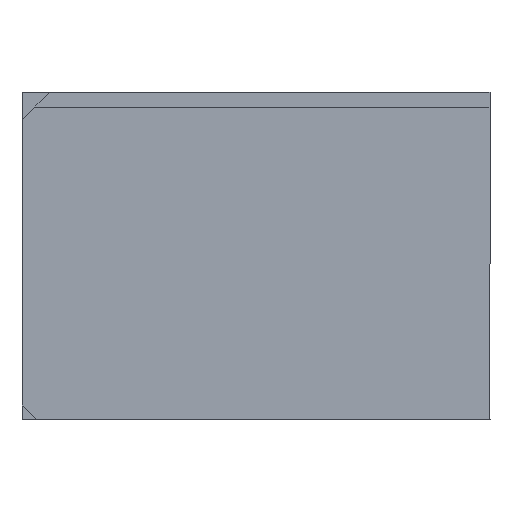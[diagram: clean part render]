
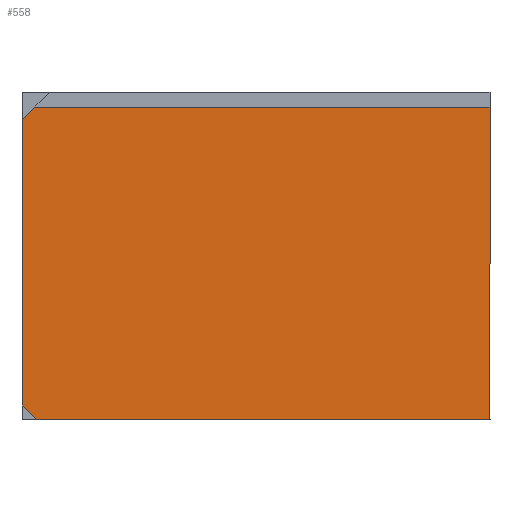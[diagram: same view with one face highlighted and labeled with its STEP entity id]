
A CAD part, front view. The second image highlights one B-rep face of the part: STEP entity #558.
In plain terms, the highlighted planar face has unit normal (0, -1, 0).
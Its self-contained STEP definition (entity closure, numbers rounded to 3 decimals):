
#15 = ORIENTED_EDGE ( 'NONE', *, *, #373, .T. ) ;
#33 = EDGE_CURVE ( 'NONE', #315, #241, #512, .T. ) ;
#45 = VERTEX_POINT ( 'NONE', #124 ) ;
#56 = FACE_OUTER_BOUND ( 'NONE', #443, .T. ) ;
#66 = DIRECTION ( 'NONE',  ( 0., 0., 1. ) ) ;
#115 = CARTESIAN_POINT ( 'NONE',  ( -124.2, 0., 85.3 ) ) ;
#116 = VERTEX_POINT ( 'NONE', #574 ) ;
#124 = CARTESIAN_POINT ( 'NONE',  ( -123.7, 0., 0. ) ) ;
#140 = DIRECTION ( 'NONE',  ( 0., 1., 0. ) ) ;
#142 = ORIENTED_EDGE ( 'NONE', *, *, #33, .F. ) ;
#163 = DIRECTION ( 'NONE',  ( -0.707, 0., 0.707 ) ) ;
#166 = DIRECTION ( 'NONE',  ( 0.707, 0., 0.707 ) ) ;
#169 = CARTESIAN_POINT ( 'NONE',  ( -61.85, 0., -61.85 ) ) ;
#183 = VECTOR ( 'NONE', #245, 1000. ) ;
#225 = CARTESIAN_POINT ( 'NONE',  ( 0., 0., 0. ) ) ;
#226 = AXIS2_PLACEMENT_3D ( 'NONE', #244, #140, #487 ) ;
#241 = VERTEX_POINT ( 'NONE', #565 ) ;
#242 = ORIENTED_EDGE ( 'NONE', *, *, #295, .F. ) ;
#244 = CARTESIAN_POINT ( 'NONE',  ( 0., 0., 0. ) ) ;
#245 = DIRECTION ( 'NONE',  ( -1., 0., 0. ) ) ;
#260 = LINE ( 'NONE', #388, #183 ) ;
#264 = VECTOR ( 'NONE', #66, 1000. ) ;
#282 = CARTESIAN_POINT ( 'NONE',  ( -127.7, 0., 81.8 ) ) ;
#295 = EDGE_CURVE ( 'NONE', #45, #116, #571, .T. ) ;
#300 = VECTOR ( 'NONE', #166, 1000. ) ;
#311 = VERTEX_POINT ( 'NONE', #455 ) ;
#313 = VECTOR ( 'NONE', #163, 1000. ) ;
#315 = VERTEX_POINT ( 'NONE', #115 ) ;
#329 = EDGE_CURVE ( 'NONE', #405, #315, #360, .T. ) ;
#332 = ORIENTED_EDGE ( 'NONE', *, *, #329, .F. ) ;
#344 = VECTOR ( 'NONE', #598, 1000. ) ;
#360 = LINE ( 'NONE', #568, #300 ) ;
#369 = DIRECTION ( 'NONE',  ( 1., 0., 0. ) ) ;
#373 = EDGE_CURVE ( 'NONE', #311, #241, #418, .T. ) ;
#388 = CARTESIAN_POINT ( 'NONE',  ( 0., 0., 0. ) ) ;
#405 = VERTEX_POINT ( 'NONE', #282 ) ;
#418 = LINE ( 'NONE', #225, #264 ) ;
#439 = PLANE ( 'NONE',  #226 ) ;
#443 = EDGE_LOOP ( 'NONE', ( #646, #242, #475, #15, #142, #332 ) ) ;
#455 = CARTESIAN_POINT ( 'NONE',  ( 0., 0., 0. ) ) ;
#465 = CARTESIAN_POINT ( 'NONE',  ( 0., 0., 85.3 ) ) ;
#475 = ORIENTED_EDGE ( 'NONE', *, *, #592, .F. ) ;
#487 = DIRECTION ( 'NONE',  ( 0., 0., 1. ) ) ;
#499 = VECTOR ( 'NONE', #369, 1000. ) ;
#503 = LINE ( 'NONE', #544, #344 ) ;
#504 = EDGE_CURVE ( 'NONE', #116, #405, #503, .T. ) ;
#512 = LINE ( 'NONE', #465, #499 ) ;
#544 = CARTESIAN_POINT ( 'NONE',  ( -127.7, 0., 0. ) ) ;
#558 = ADVANCED_FACE ( 'NONE', ( #56 ), #439, .F. ) ;
#565 = CARTESIAN_POINT ( 'NONE',  ( 0., 0., 85.3 ) ) ;
#568 = CARTESIAN_POINT ( 'NONE',  ( -104.75, 0., 104.75 ) ) ;
#571 = LINE ( 'NONE', #169, #313 ) ;
#574 = CARTESIAN_POINT ( 'NONE',  ( -127.7, 0., 4. ) ) ;
#592 = EDGE_CURVE ( 'NONE', #311, #45, #260, .T. ) ;
#598 = DIRECTION ( 'NONE',  ( 0., 0., 1. ) ) ;
#646 = ORIENTED_EDGE ( 'NONE', *, *, #504, .F. ) ;
